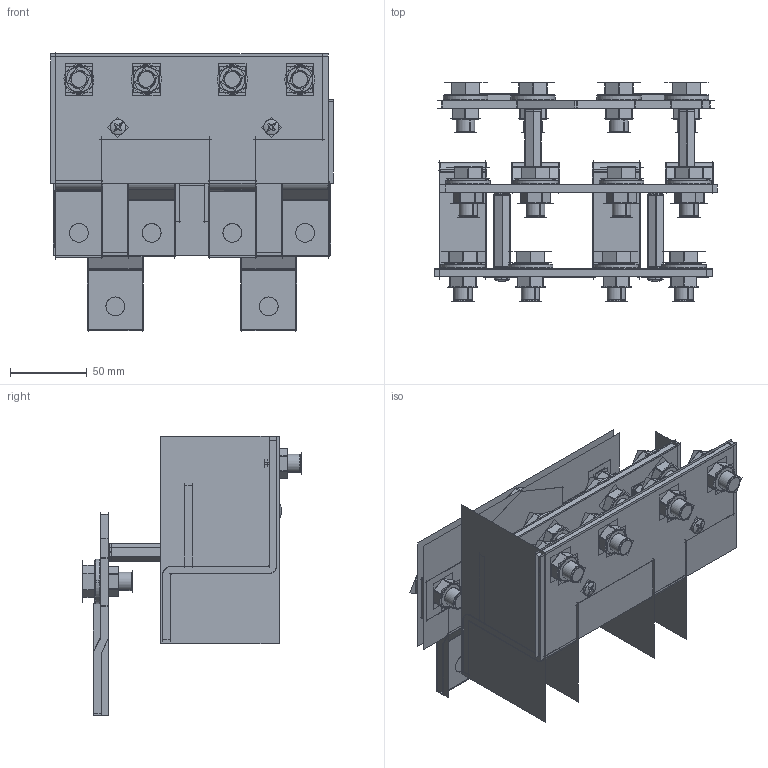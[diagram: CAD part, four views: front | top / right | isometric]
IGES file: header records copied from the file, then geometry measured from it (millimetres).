
Start section:  PTC IGES file: 1seb621071_asm.igs
Global section: file name: 1seb621071_asm.igs; native system: Creo Parametric by PTC Inc.; preprocessor: 2019164; author: FIALPRI1; organization: Unknown; date: 20200805.132312; units: millimetre
Bounding box: 184.38 x 142.66 x 181.9 mm (x, y, z)
Surface area: 7075984.6 mm2 (no closed solid volume)
Topology: 0 solids, 0 shells, 2427 faces, 41643 edges, 54797 vertices
Faces by surface type: revolution 1349, bspline 1038, extrusion 40
